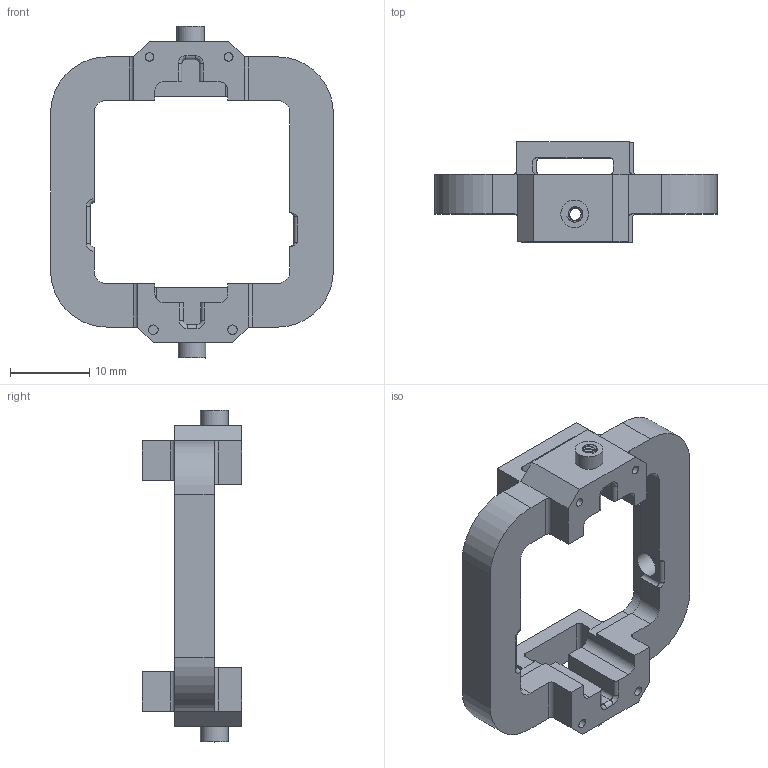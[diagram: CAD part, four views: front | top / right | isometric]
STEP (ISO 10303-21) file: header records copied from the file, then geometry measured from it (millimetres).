
FILE_DESCRIPTION(/* description */ (''),/* implementation_level */ '2;1');
FILE_NAME(/* name */ 'TopFrame v2.step',/* time_stamp */ '2022-06-01T18:02:25+08:00',/* author */ (''),/* organization */ (''),/* preprocessor_version */ 'ST-DEVELOPER v19',/* originating_system */ 'Autodesk Translation Framework v11.7.0.108',/* authorisation */ '');
FILE_SCHEMA (('AUTOMOTIVE_DESIGN { 1 0 10303 214 3 1 1 }'));
Length unit declared in the file: millimetre
Products named in the file (1): BottmTopFrame
Bounding box: 35.72 x 12.6 x 41.95 mm (x, y, z)
Volume: 3750 mm3; surface area: 3421.7 mm2
Topology: 1 solids, 1 shells, 206 faces, 585 edges, 379 vertices
Faces by surface type: plane 110, cylinder 84, bspline 6, torus 6
Full cylindrical faces by diameter (mm): 1.1 x2, 1.2 x2, 1.623 x8, 2.074 x2, 3.5 x2
Entity records: 8456 total; most frequent: CARTESIAN_POINT 3064, ORIENTED_EDGE 1174, DIRECTION 1065, EDGE_CURVE 587, VERTEX_POINT 379, LINE 373, VECTOR 373, AXIS2_PLACEMENT_3D 346
